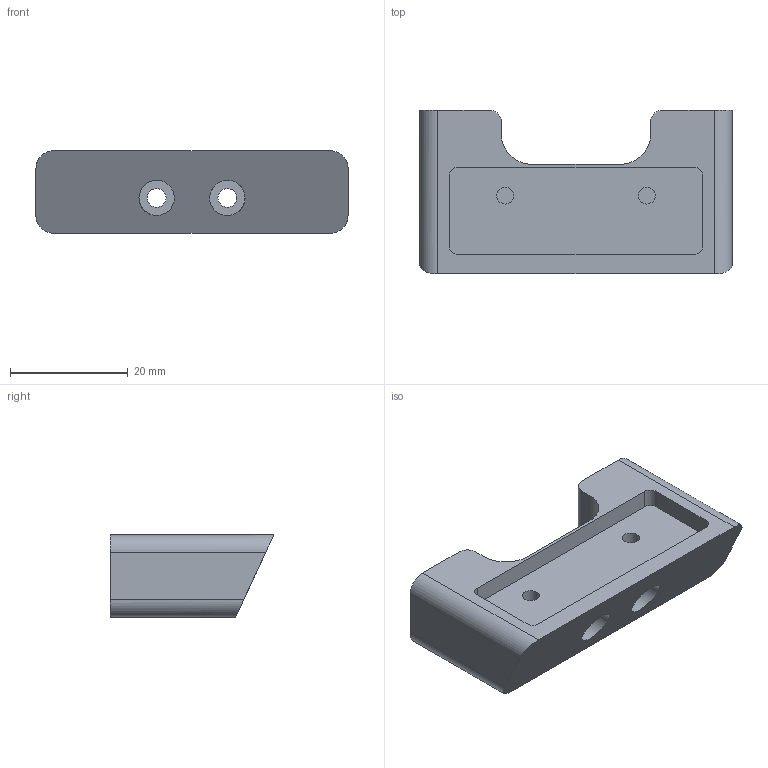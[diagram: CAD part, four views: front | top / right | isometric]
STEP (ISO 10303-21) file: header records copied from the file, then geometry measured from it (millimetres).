
FILE_DESCRIPTION(/* description */ (''),/* implementation_level */ '2;1');
FILE_NAME(/* name */ 'Brace_KNOG.step',/* time_stamp */ '2023-11-29T15:40:45+01:00',/* author */ (''),/* organization */ (''),/* preprocessor_version */ 'ST-DEVELOPER v20',/* originating_system */ 'Autodesk Translation Framework v12.14.0.127',/* authorisation */ '');
FILE_SCHEMA (('AUTOMOTIVE_DESIGN { 1 0 10303 214 3 1 1 }'));
Length unit declared in the file: millimetre
Products named in the file (1): Brace
Bounding box: 52.99 x 27.8 x 14 mm (x, y, z)
Volume: 11704.4 mm3; surface area: 5689.4 mm2
Topology: 1 solids, 1 shells, 45 faces, 108 edges, 72 vertices
Faces by surface type: plane 23, cylinder 22
Full cylindrical faces by diameter (mm): 2.9 x2, 3.2 x2, 3.3 x2, 5.2 x2, 6 x2
Entity records: 1381 total; most frequent: DIRECTION 242, CARTESIAN_POINT 238, ORIENTED_EDGE 216, EDGE_CURVE 108, AXIS2_PLACEMENT_3D 91, VERTEX_POINT 72, LINE 60, VECTOR 60
